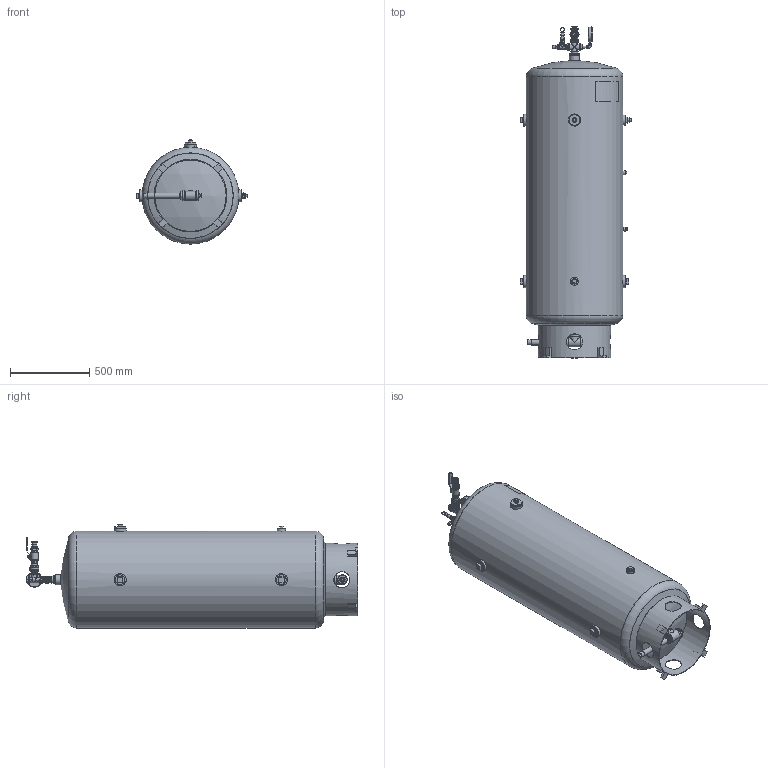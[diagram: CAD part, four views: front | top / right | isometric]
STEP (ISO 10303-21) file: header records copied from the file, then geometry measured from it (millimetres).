
FILE_DESCRIPTION(/* description */ ('This is default description.','CAx-IF Rec.Pracs.---Representation and Presentation of Product Manufacturing Information (PMI)---4.0---2014-10-13'),/* implementation_level */ '2;1');
FILE_NAME(/* name */ 'T-000-950-006_1.stp',/* time_stamp */ '2019-11-29T17:00:22+06:00',/* author */ (''),/* organization */ ('Victaulic'),/* preprocessor_version */ 'ST-DEVELOPER v17.2',/* originating_system */ 'Autodesk Inventor 2019',/* authorisation */ '');
FILE_SCHEMA (('AP242_MANAGED_MODEL_BASED_3D_ENGINEERING_MIM_LF { 1 0 10303 442 1 1 4 }'));
Length unit declared in the file: inch
Products named in the file (1): T-000-950-006_INTEG-01
Bounding box: 701.84 x 2089.44 x 656.03 mm (x, y, z)
Volume: 14037406.5 mm3; surface area: 8262297.2 mm2
Topology: 50 solids, 50 shells, 1563 faces, 4099 edges, 2681 vertices
Faces by surface type: plane 538, cylinder 435, cone 343, torus 102, bspline 92, sphere 53
Full cylindrical faces by diameter (mm): 2.286 x1, 2.381 x3, 3.969 x1, 4.521 x1, 4.762 x1, 5.537 x2, 6.35 x2, 6.731 x5, 9.246 x2, 9.525 x1, 9.83 x1, 11.125 x1, 11.176 x1, 11.405 x1, 11.455 x1, 11.481 x1, 13.716 x1, 13.717 x1, 13.919 x1, 13.97 x1, 14.287 x1, 14.5 x1, 15.037 x1, 15.24 x1, 15.799 x1, 15.875 x1, 17.856 x1, 18.288 x2, 19.05 x1, 19.99 x1
Entity records: 69716 total; most frequent: CARTESIAN_POINT 30369, ORIENTED_EDGE 8026, DIRECTION 8006, EDGE_CURVE 4013, AXIS2_PLACEMENT_3D 3229, VERTEX_POINT 2681, EDGE_LOOP 1808, CIRCLE 1732
